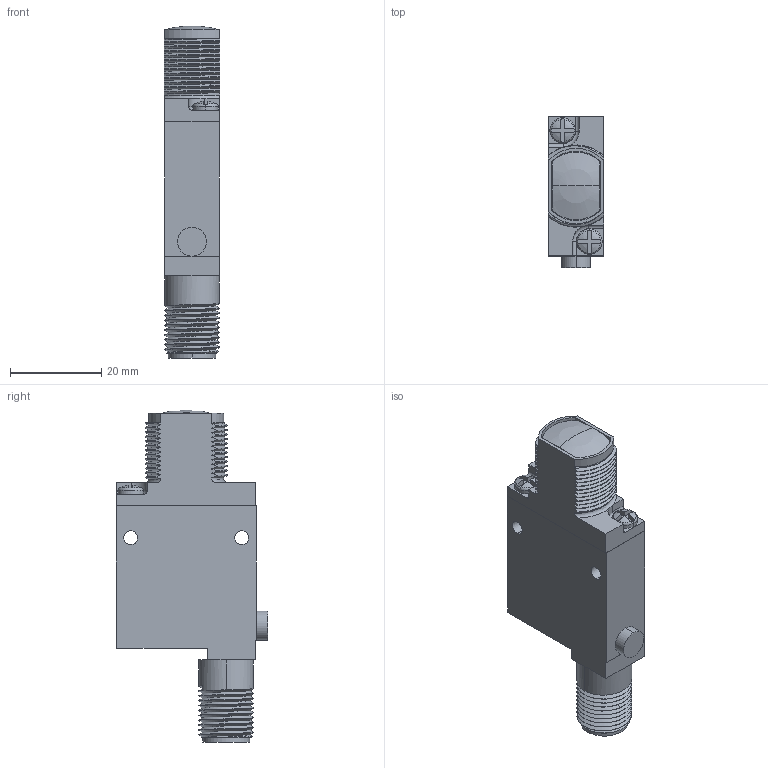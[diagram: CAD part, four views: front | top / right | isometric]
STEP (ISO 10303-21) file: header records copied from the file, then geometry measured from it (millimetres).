
FILE_DESCRIPTION((''),'2;1');
FILE_NAME('154458_SW','2011-01-10T',('banengservice'),('BANNER ENGINEERING'),'PRO/ENGINEER BY PARAMETRIC TECHNOLOGY CORPORATION, 2009141','PRO/ENGINEER BY PARAMETRIC TECHNOLOGY CORPORATION, 2009141','');
FILE_SCHEMA(('CONFIG_CONTROL_DESIGN'));
Length unit declared in the file: inch
Products named in the file (1): 154458_SW
Bounding box: 12.09 x 33.27 x 72.83 mm (x, y, z)
Volume: 7348.1 mm3; surface area: 12696.6 mm2
Topology: 1 solids, 3 shells, 563 faces, 1524 edges, 992 vertices
Faces by surface type: plane 232, cylinder 191, bspline 101, torus 14, cone 13, sphere 12
Entity records: 30603 total; most frequent: CARTESIAN_POINT 16980, ORIENTED_EDGE 3040, DIRECTION 2524, EDGE_CURVE 1520, VERTEX_POINT 992, AXIS2_PLACEMENT_3D 875, VECTOR 774, LINE 774
